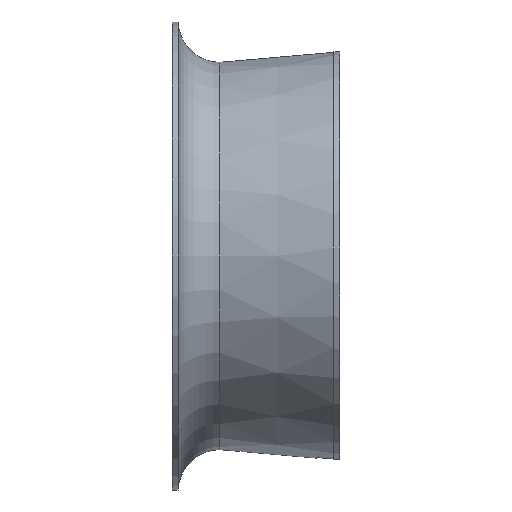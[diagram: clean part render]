
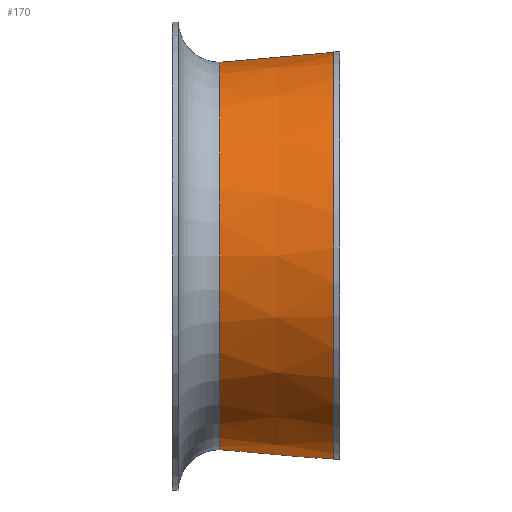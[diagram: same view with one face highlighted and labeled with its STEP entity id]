
A CAD part, left-side view. The second image highlights one B-rep face of the part: STEP entity #170.
In plain terms, the highlighted conical face has half-angle 5 degrees and reference radius 25.559 mm.
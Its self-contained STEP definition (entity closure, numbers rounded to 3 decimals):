
#13 = CARTESIAN_POINT ( 'NONE',  ( -2., 1.843, -25.325 ) ) ;
#38 = DIRECTION ( 'NONE',  ( 0., 0., 1. ) ) ;
#77 = EDGE_LOOP ( 'NONE', ( #1109, #642, #142, #789, #640, #387 ) ) ;
#79 = EDGE_CURVE ( 'NONE', #1186, #813, #495, .T. ) ;
#103 = CARTESIAN_POINT ( 'NONE',  ( -2., 1.126, -25.388 ) ) ;
#140 = VERTEX_POINT ( 'NONE', #497 ) ;
#142 = ORIENTED_EDGE ( 'NONE', *, *, #608, .T. ) ;
#170 = ADVANCED_FACE ( 'NONE', ( #561 ), #978, .T. ) ;
#171 = EDGE_CURVE ( 'NONE', #813, #140, #346, .T. ) ;
#173 = CARTESIAN_POINT ( 'NONE',  ( 0., 2.9, 0. ) ) ;
#180 = DIRECTION ( 'NONE',  ( 0., -1., 0. ) ) ;
#203 = CARTESIAN_POINT ( 'NONE',  ( -2., 2.372, -25.279 ) ) ;
#279 = CARTESIAN_POINT ( 'NONE',  ( 0., 0.75, 25.5 ) ) ;
#294 = VECTOR ( 'NONE', #458, 1000. ) ;
#309 = CARTESIAN_POINT ( 'NONE',  ( -2., 0.75, -25.421 ) ) ;
#346 = CIRCLE ( 'NONE', #1039, 25.311 ) ;
#374 = VERTEX_POINT ( 'NONE', #1211 ) ;
#379 = DIRECTION ( 'NONE',  ( 0., -1., 0. ) ) ;
#384 = AXIS2_PLACEMENT_3D ( 'NONE', #589, #180, #784 ) ;
#387 = ORIENTED_EDGE ( 'NONE', *, *, #1208, .T. ) ;
#419 = VERTEX_POINT ( 'NONE', #840 ) ;
#458 = DIRECTION ( 'NONE',  ( 0., -0.996, 0.087 ) ) ;
#469 = CARTESIAN_POINT ( 'NONE',  ( 0., 0.75, 0. ) ) ;
#495 = B_SPLINE_CURVE_WITH_KNOTS ( 'NONE', 3,
 ( #309, #815, #103, #910, #13, #203, #722 ),
 .UNSPECIFIED., .F., .F.,
 ( 4, 3, 4 ),
 ( 0.007, 0.008, 0.01 ),
 .UNSPECIFIED. ) ;
#497 = CARTESIAN_POINT ( 'NONE',  ( 0., 2.9, -25.311 ) ) ;
#514 = VECTOR ( 'NONE', #866, 1000. ) ;
#541 = CIRCLE ( 'NONE', #587, 24.25 ) ;
#560 = AXIS2_PLACEMENT_3D ( 'NONE', #469, #653, #38 ) ;
#561 = FACE_OUTER_BOUND ( 'NONE', #77, .T. ) ;
#587 = AXIS2_PLACEMENT_3D ( 'NONE', #756, #945, #861 ) ;
#589 = CARTESIAN_POINT ( 'NONE',  ( 0., 0.065, 0. ) ) ;
#608 = EDGE_CURVE ( 'NONE', #374, #140, #795, .T. ) ;
#619 = CARTESIAN_POINT ( 'NONE',  ( -2., 2.9, -25.232 ) ) ;
#640 = ORIENTED_EDGE ( 'NONE', *, *, #79, .F. ) ;
#642 = ORIENTED_EDGE ( 'NONE', *, *, #1171, .F. ) ;
#653 = DIRECTION ( 'NONE',  ( 0., 1., 0. ) ) ;
#695 = VERTEX_POINT ( 'NONE', #279 ) ;
#722 = CARTESIAN_POINT ( 'NONE',  ( -2., 2.9, -25.232 ) ) ;
#756 = CARTESIAN_POINT ( 'NONE',  ( 0., 15.032, 0. ) ) ;
#768 = CARTESIAN_POINT ( 'NONE',  ( -2., 0.75, -25.421 ) ) ;
#784 = DIRECTION ( 'NONE',  ( 0., 0., -1. ) ) ;
#789 = ORIENTED_EDGE ( 'NONE', *, *, #171, .F. ) ;
#795 = LINE ( 'NONE', #957, #514 ) ;
#813 = VERTEX_POINT ( 'NONE', #619 ) ;
#815 = CARTESIAN_POINT ( 'NONE',  ( -2., 0.938, -25.405 ) ) ;
#840 = CARTESIAN_POINT ( 'NONE',  ( 0., 15.032, 24.25 ) ) ;
#848 = CIRCLE ( 'NONE', #560, 25.5 ) ;
#852 = CARTESIAN_POINT ( 'NONE',  ( 0., 0.065, 25.559 ) ) ;
#861 = DIRECTION ( 'NONE',  ( 0., 0., -1. ) ) ;
#866 = DIRECTION ( 'NONE',  ( 0., -0.996, -0.087 ) ) ;
#886 = DIRECTION ( 'NONE',  ( 0., 0., -1. ) ) ;
#910 = CARTESIAN_POINT ( 'NONE',  ( -2., 1.315, -25.371 ) ) ;
#945 = DIRECTION ( 'NONE',  ( 0., 1., 0. ) ) ;
#957 = CARTESIAN_POINT ( 'NONE',  ( 0., 0.065, -25.559 ) ) ;
#978 = CONICAL_SURFACE ( 'NONE', #384, 25.559, 0.087 ) ;
#1000 = EDGE_CURVE ( 'NONE', #419, #695, #1112, .T. ) ;
#1039 = AXIS2_PLACEMENT_3D ( 'NONE', #173, #379, #886 ) ;
#1109 = ORIENTED_EDGE ( 'NONE', *, *, #1000, .F. ) ;
#1112 = LINE ( 'NONE', #852, #294 ) ;
#1171 = EDGE_CURVE ( 'NONE', #374, #419, #541, .T. ) ;
#1186 = VERTEX_POINT ( 'NONE', #768 ) ;
#1208 = EDGE_CURVE ( 'NONE', #1186, #695, #848, .T. ) ;
#1211 = CARTESIAN_POINT ( 'NONE',  ( 0., 15.032, -24.25 ) ) ;
